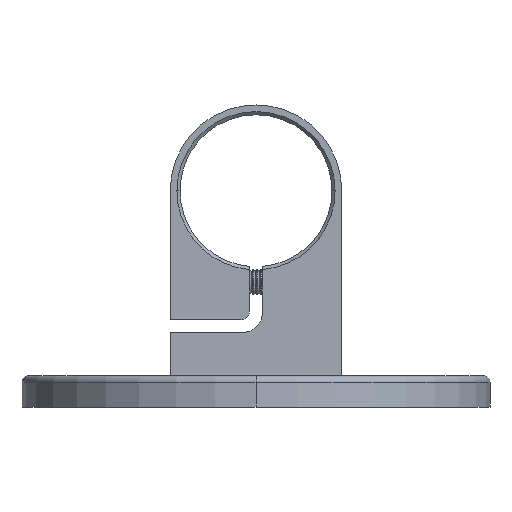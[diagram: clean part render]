
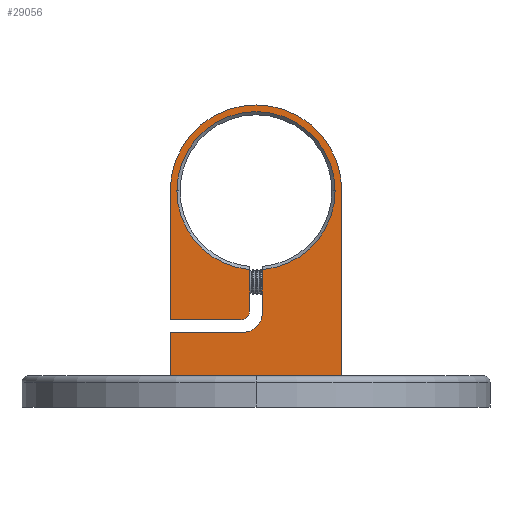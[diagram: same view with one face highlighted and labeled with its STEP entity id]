
A CAD part, front view. The second image highlights one B-rep face of the part: STEP entity #29056.
In plain terms, the highlighted face is planar.
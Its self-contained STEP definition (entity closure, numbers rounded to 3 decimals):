
#65 = VECTOR ( 'NONE', #1967, 1000. ) ;
#897 = VERTEX_POINT ( 'NONE', #19894 ) ;
#924 = AXIS2_PLACEMENT_3D ( 'NONE', #30297, #11655, #16282 ) ;
#1116 = LINE ( 'NONE', #8669, #26009 ) ;
#1231 = CARTESIAN_POINT ( 'NONE',  ( 8., 18., 27.5 ) ) ;
#1947 = DIRECTION ( 'NONE',  ( 0., 1., 0. ) ) ;
#1967 = DIRECTION ( 'NONE',  ( 0., -1., 0. ) ) ;
#2428 = VERTEX_POINT ( 'NONE', #5472 ) ;
#2992 = PLANE ( 'NONE',  #12100 ) ;
#3177 = LINE ( 'NONE', #27674, #16413 ) ;
#3248 = CIRCLE ( 'NONE', #21417, 25.35 ) ;
#3725 = VERTEX_POINT ( 'NONE', #16135 ) ;
#3726 = CARTESIAN_POINT ( 'NONE',  ( 8., 59.35, 0. ) ) ;
#4111 = ORIENTED_EDGE ( 'NONE', *, *, #21001, .F. ) ;
#4128 = CARTESIAN_POINT ( 'NONE',  ( 8., 35.082, 2. ) ) ;
#4770 = LINE ( 'NONE', #27343, #11748 ) ;
#4966 = EDGE_CURVE ( 'NONE', #22891, #3725, #20631, .T. ) ;
#5258 = EDGE_CURVE ( 'NONE', #28494, #897, #5587, .T. ) ;
#5472 = CARTESIAN_POINT ( 'NONE',  ( 8., 21., 2. ) ) ;
#5587 = CIRCLE ( 'NONE', #924, 27.5 ) ;
#5834 = DIRECTION ( 'NONE',  ( 0., 0., 1. ) ) ;
#5880 = VERTEX_POINT ( 'NONE', #17620 ) ;
#6099 = ORIENTED_EDGE ( 'NONE', *, *, #10715, .F. ) ;
#6171 = AXIS2_PLACEMENT_3D ( 'NONE', #9990, #26358, #16574 ) ;
#6385 = CARTESIAN_POINT ( 'NONE',  ( 8., 59.35, -27.5 ) ) ;
#6615 = DIRECTION ( 'NONE',  ( 0., 0., -1. ) ) ;
#6618 = CARTESIAN_POINT ( 'NONE',  ( 8., 59.35, -25.35 ) ) ;
#6970 = EDGE_CURVE ( 'NONE', #897, #20447, #4770, .T. ) ;
#7059 = EDGE_CURVE ( 'NONE', #17299, #2428, #20538, .T. ) ;
#7292 = EDGE_CURVE ( 'NONE', #3725, #18897, #1116, .T. ) ;
#7835 = CARTESIAN_POINT ( 'NONE',  ( 8., 14., 27.5 ) ) ;
#8191 = ORIENTED_EDGE ( 'NONE', *, *, #6970, .T. ) ;
#8202 = CARTESIAN_POINT ( 'NONE',  ( 8., 21., 5. ) ) ;
#8669 = CARTESIAN_POINT ( 'NONE',  ( 8., 20., -2. ) ) ;
#8768 = CIRCLE ( 'NONE', #20112, 25.35 ) ;
#9005 = DIRECTION ( 'NONE',  ( -1., 0., 0. ) ) ;
#9113 = CARTESIAN_POINT ( 'NONE',  ( 8., 14., 4. ) ) ;
#9235 = CARTESIAN_POINT ( 'NONE',  ( 8., 0., -27.5 ) ) ;
#9262 = DIRECTION ( 'NONE',  ( 0., 0., 1. ) ) ;
#9574 = ORIENTED_EDGE ( 'NONE', *, *, #24194, .T. ) ;
#9902 = CARTESIAN_POINT ( 'NONE',  ( 8., 59.35, 25.35 ) ) ;
#9990 = CARTESIAN_POINT ( 'NONE',  ( 8., 20., 4. ) ) ;
#10119 = CARTESIAN_POINT ( 'NONE',  ( 8., 59.35, 27.5 ) ) ;
#10384 = DIRECTION ( 'NONE',  ( 0., 0., -1. ) ) ;
#10423 = CARTESIAN_POINT ( 'NONE',  ( 8., 0., 27.5 ) ) ;
#10715 = EDGE_CURVE ( 'NONE', #5880, #22891, #29085, .T. ) ;
#10875 = CARTESIAN_POINT ( 'NONE',  ( 8., 59.35, 0. ) ) ;
#11353 = EDGE_CURVE ( 'NONE', #19784, #28494, #22457, .T. ) ;
#11655 = DIRECTION ( 'NONE',  ( 1., 0., 0. ) ) ;
#11748 = VECTOR ( 'NONE', #27451, 1000. ) ;
#11870 = ORIENTED_EDGE ( 'NONE', *, *, #25591, .T. ) ;
#12100 = AXIS2_PLACEMENT_3D ( 'NONE', #10875, #18943, #21501 ) ;
#12407 = ORIENTED_EDGE ( 'NONE', *, *, #27285, .T. ) ;
#12699 = VECTOR ( 'NONE', #17307, 1000. ) ;
#13603 = ORIENTED_EDGE ( 'NONE', *, *, #18238, .T. ) ;
#13628 = CARTESIAN_POINT ( 'NONE',  ( 8., 34.079, -2. ) ) ;
#13982 = ORIENTED_EDGE ( 'NONE', *, *, #14756, .T. ) ;
#14756 = EDGE_CURVE ( 'NONE', #20706, #18897, #16417, .T. ) ;
#14878 = LINE ( 'NONE', #10119, #12699 ) ;
#15165 = ORIENTED_EDGE ( 'NONE', *, *, #4966, .F. ) ;
#15436 = AXIS2_PLACEMENT_3D ( 'NONE', #20571, #9005, #6615 ) ;
#16135 = CARTESIAN_POINT ( 'NONE',  ( 8., 20., -2. ) ) ;
#16282 = DIRECTION ( 'NONE',  ( 0., 0., -1. ) ) ;
#16386 = CARTESIAN_POINT ( 'NONE',  ( 8., 18., 5. ) ) ;
#16413 = VECTOR ( 'NONE', #9262, 1000. ) ;
#16417 = CIRCLE ( 'NONE', #15436, 25.35 ) ;
#16574 = DIRECTION ( 'NONE',  ( 0., 0., -1. ) ) ;
#16646 = CARTESIAN_POINT ( 'NONE',  ( 8., 0., -27.5 ) ) ;
#16666 = ORIENTED_EDGE ( 'NONE', *, *, #7292, .F. ) ;
#17138 = VECTOR ( 'NONE', #24217, 1000. ) ;
#17299 = VERTEX_POINT ( 'NONE', #24248 ) ;
#17307 = DIRECTION ( 'NONE',  ( 0., -1., 0. ) ) ;
#17620 = CARTESIAN_POINT ( 'NONE',  ( 8., 14., 27.5 ) ) ;
#17721 = VECTOR ( 'NONE', #10384, 1000. ) ;
#18238 = EDGE_CURVE ( 'NONE', #5880, #29174, #14878, .T. ) ;
#18589 = LINE ( 'NONE', #18960, #17138 ) ;
#18897 = VERTEX_POINT ( 'NONE', #13628 ) ;
#18943 = DIRECTION ( 'NONE',  ( 1., 0., 0. ) ) ;
#18960 = CARTESIAN_POINT ( 'NONE',  ( 8., 0., 27.5 ) ) ;
#19297 = VERTEX_POINT ( 'NONE', #9902 ) ;
#19726 = DIRECTION ( 'NONE',  ( -1., 0., 0. ) ) ;
#19784 = VERTEX_POINT ( 'NONE', #16646 ) ;
#19893 = DIRECTION ( 'NONE',  ( -1., 0., 0. ) ) ;
#19894 = CARTESIAN_POINT ( 'NONE',  ( 8., 59.35, 27.5 ) ) ;
#20036 = DIRECTION ( 'NONE',  ( 0., 0., -1. ) ) ;
#20112 = AXIS2_PLACEMENT_3D ( 'NONE', #29439, #19726, #20036 ) ;
#20447 = VERTEX_POINT ( 'NONE', #1231 ) ;
#20538 = LINE ( 'NONE', #4128, #65 ) ;
#20571 = CARTESIAN_POINT ( 'NONE',  ( 8., 59.35, 0. ) ) ;
#20631 = CIRCLE ( 'NONE', #6171, 6. ) ;
#20706 = VERTEX_POINT ( 'NONE', #6618 ) ;
#21001 = EDGE_CURVE ( 'NONE', #2428, #27994, #27560, .T. ) ;
#21417 = AXIS2_PLACEMENT_3D ( 'NONE', #3726, #27363, #24831 ) ;
#21501 = DIRECTION ( 'NONE',  ( 0., 0., -1. ) ) ;
#22457 = LINE ( 'NONE', #9235, #26814 ) ;
#22534 = ORIENTED_EDGE ( 'NONE', *, *, #11353, .T. ) ;
#22891 = VERTEX_POINT ( 'NONE', #9113 ) ;
#22978 = FACE_OUTER_BOUND ( 'NONE', #26682, .T. ) ;
#24194 = EDGE_CURVE ( 'NONE', #17299, #19297, #3248, .T. ) ;
#24217 = DIRECTION ( 'NONE',  ( 0., 0., -1. ) ) ;
#24248 = CARTESIAN_POINT ( 'NONE',  ( 8., 34.079, 2. ) ) ;
#24460 = DIRECTION ( 'NONE',  ( 0., 1., 0. ) ) ;
#24831 = DIRECTION ( 'NONE',  ( 0., 0., -1. ) ) ;
#25467 = EDGE_CURVE ( 'NONE', #27994, #20447, #3177, .T. ) ;
#25591 = EDGE_CURVE ( 'NONE', #29174, #19784, #18589, .T. ) ;
#26009 = VECTOR ( 'NONE', #24460, 1000. ) ;
#26358 = DIRECTION ( 'NONE',  ( 1., 0., 0. ) ) ;
#26479 = AXIS2_PLACEMENT_3D ( 'NONE', #8202, #19893, #5834 ) ;
#26682 = EDGE_LOOP ( 'NONE', ( #29745, #9574, #12407, #13982, #16666, #15165, #6099, #13603, #11870, #22534, #30004, #8191, #29939, #4111 ) ) ;
#26814 = VECTOR ( 'NONE', #1947, 1000. ) ;
#27285 = EDGE_CURVE ( 'NONE', #19297, #20706, #8768, .T. ) ;
#27343 = CARTESIAN_POINT ( 'NONE',  ( 8., 59.35, 27.5 ) ) ;
#27363 = DIRECTION ( 'NONE',  ( -1., 0., 0. ) ) ;
#27451 = DIRECTION ( 'NONE',  ( 0., -1., 0. ) ) ;
#27560 = CIRCLE ( 'NONE', #26479, 3. ) ;
#27674 = CARTESIAN_POINT ( 'NONE',  ( 8., 18., 5. ) ) ;
#27994 = VERTEX_POINT ( 'NONE', #16386 ) ;
#28494 = VERTEX_POINT ( 'NONE', #6385 ) ;
#29056 = ADVANCED_FACE ( 'NONE', ( #22978 ), #2992, .T. ) ;
#29085 = LINE ( 'NONE', #7835, #17721 ) ;
#29174 = VERTEX_POINT ( 'NONE', #10423 ) ;
#29439 = CARTESIAN_POINT ( 'NONE',  ( 8., 59.35, 0. ) ) ;
#29745 = ORIENTED_EDGE ( 'NONE', *, *, #7059, .F. ) ;
#29939 = ORIENTED_EDGE ( 'NONE', *, *, #25467, .F. ) ;
#30004 = ORIENTED_EDGE ( 'NONE', *, *, #5258, .T. ) ;
#30297 = CARTESIAN_POINT ( 'NONE',  ( 8., 59.35, 0. ) ) ;
